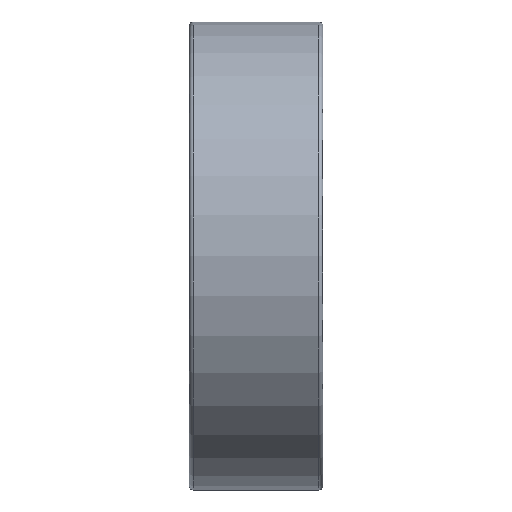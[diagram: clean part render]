
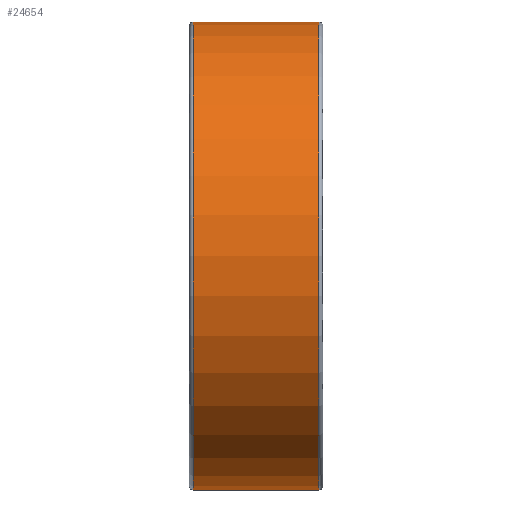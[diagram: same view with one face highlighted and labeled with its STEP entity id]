
A CAD part, top view. The second image highlights one B-rep face of the part: STEP entity #24654.
In plain terms, the highlighted cylindrical face has radius 17.5 mm (diameter 35 mm), a partial arc.
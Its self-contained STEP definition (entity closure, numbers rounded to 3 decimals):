
#13510=DIRECTION('',(-1.,0.,0.));
#13511=VECTOR('',#13510,9.4);
#13512=CARTESIAN_POINT('',(4.7,17.5,0.));
#13513=LINE('',#13512,#13511);
#13517=DIRECTION('',(-1.,0.,0.));
#13518=VECTOR('',#13517,9.4);
#13519=CARTESIAN_POINT('',(4.7,-17.5,0.));
#13520=LINE('',#13519,#13518);
#13532=CARTESIAN_POINT('',(4.7,0.,0.));
#13533=DIRECTION('',(1.,0.,0.));
#13534=DIRECTION('',(0.,1.,0.));
#13535=AXIS2_PLACEMENT_3D('',#13532,#13533,#13534);
#13540=CARTESIAN_POINT('',(-4.7,0.,0.));
#13541=DIRECTION('',(1.,0.,0.));
#13542=DIRECTION('',(0.,1.,0.));
#13543=AXIS2_PLACEMENT_3D('',#13540,#13541,#13542);
#21120=CARTESIAN_POINT('',(4.7,17.5,0.));
#21121=CARTESIAN_POINT('',(-4.7,17.5,0.));
#21122=VERTEX_POINT('',#21120);
#21123=VERTEX_POINT('',#21121);
#21132=CARTESIAN_POINT('',(4.7,-17.5,0.));
#21133=CARTESIAN_POINT('',(-4.7,-17.5,0.));
#21134=VERTEX_POINT('',#21132);
#21135=VERTEX_POINT('',#21133);
#24642=CARTESIAN_POINT('',(-5.5,0.,0.));
#24643=DIRECTION('',(1.,0.,0.));
#24644=DIRECTION('',(0.,-1.,0.));
#24645=AXIS2_PLACEMENT_3D('',#24642,#24643,#24644);
#24646=CYLINDRICAL_SURFACE('',#24645,17.5);
#24647=ORIENTED_EDGE('',*,*,#24632,.F.);
#24648=ORIENTED_EDGE('',*,*,#24609,.T.);
#24649=ORIENTED_EDGE('',*,*,#24636,.T.);
#24651=ORIENTED_EDGE('',*,*,#24650,.F.);
#24652=EDGE_LOOP('',(#24647,#24648,#24649,#24651));
#24653=FACE_OUTER_BOUND('',#24652,.F.);
#13536=CIRCLE('',#13535,17.5);
#13544=CIRCLE('',#13543,17.5);
#24609=EDGE_CURVE('',#21122,#21134,#13536,.T.);
#24632=EDGE_CURVE('',#21122,#21123,#13513,.T.);
#24636=EDGE_CURVE('',#21134,#21135,#13520,.T.);
#24650=EDGE_CURVE('',#21123,#21135,#13544,.T.);
#24654=ADVANCED_FACE('',(#24653),#24646,.T.);
